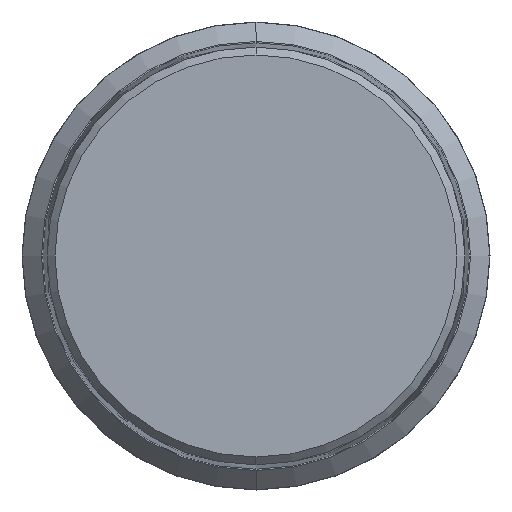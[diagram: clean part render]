
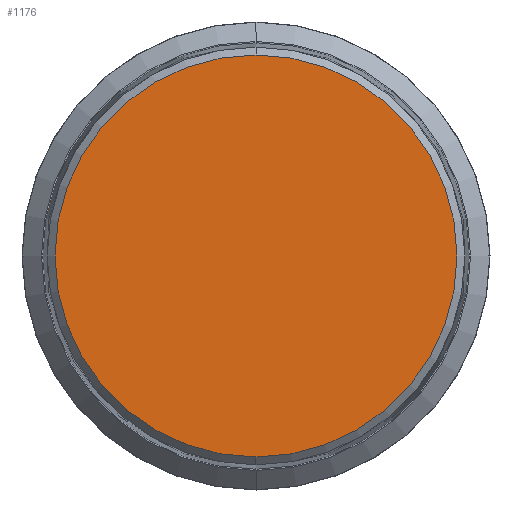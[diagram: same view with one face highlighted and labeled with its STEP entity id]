
A CAD part, front view. The second image highlights one B-rep face of the part: STEP entity #1176.
In plain terms, the highlighted planar face has unit normal (0, -1, 0).
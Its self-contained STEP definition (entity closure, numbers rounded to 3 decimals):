
#1176=ADVANCED_FACE('',(#2284),#2285,.T.);
#2284=FACE_OUTER_BOUND('',#3348,.T.);
#2285=PLANE('',#3349);
#3348=EDGE_LOOP('',(#6135,#6136));
#3349=AXIS2_PLACEMENT_3D('',#6137,#6138,#6139);
#6135=ORIENTED_EDGE('',*,*,#7170,.T.);
#6136=ORIENTED_EDGE('',*,*,#7198,.T.);
#6137=CARTESIAN_POINT('',(0.0,-10.0,3.865));
#6138=DIRECTION('',(0.0,-1.0,0.0));
#6139=DIRECTION('',(0.0,0.0,1.0));
#7170=EDGE_CURVE('',#8617,#8621,#8623,.T.);
#7198=EDGE_CURVE('',#8621,#8617,#8661,.T.);
#8617=VERTEX_POINT('',#10658);
#8621=VERTEX_POINT('',#10663);
#8623=CIRCLE('',#10666,7.731);
#8661=CIRCLE('',#10710,7.731);
#10658=CARTESIAN_POINT('',(0.0,-10.0,7.731));
#10663=CARTESIAN_POINT('',(0.,-10.0,-7.731));
#10666=AXIS2_PLACEMENT_3D('',#12120,#12121,#12122);
#10710=AXIS2_PLACEMENT_3D('',#12162,#12163,#12164);
#12120=CARTESIAN_POINT('',(0.0,-10.0,0.0));
#12121=DIRECTION('',(0.0,-1.0,0.0));
#12122=DIRECTION('',(0.0,0.0,1.0));
#12162=CARTESIAN_POINT('',(0.0,-10.0,0.0));
#12163=DIRECTION('',(0.0,-1.0,0.0));
#12164=DIRECTION('',(0.0,0.0,1.0));
